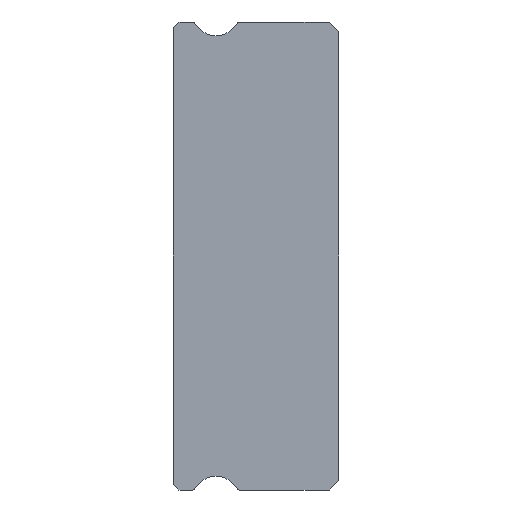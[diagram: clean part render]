
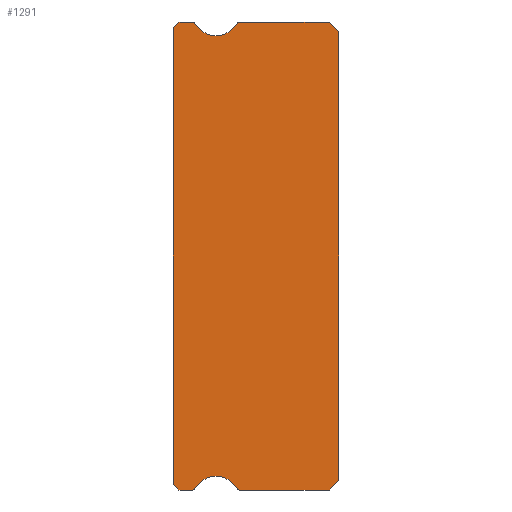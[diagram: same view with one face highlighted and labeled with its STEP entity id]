
A CAD part, left-side view. The second image highlights one B-rep face of the part: STEP entity #1291.
In plain terms, the highlighted planar face has unit normal (-1, 0, 0).
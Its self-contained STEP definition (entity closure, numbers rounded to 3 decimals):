
#4 = CARTESIAN_POINT ( 'NONE',  ( -10., 8.5, 11.85 ) ) ;
#9 = EDGE_CURVE ( 'NONE', #420, #585, #156, .T. ) ;
#14 = CARTESIAN_POINT ( 'NONE',  ( -10., 6.3, 12.55 ) ) ;
#20 = CARTESIAN_POINT ( 'NONE',  ( -10., 8.2, 12. ) ) ;
#27 = DIRECTION ( 'NONE',  ( 0., 0., -1. ) ) ;
#48 = DIRECTION ( 'NONE',  ( 0., -1., 0. ) ) ;
#56 = AXIS2_PLACEMENT_3D ( 'NONE', #175, #978, #485 ) ;
#67 = ORIENTED_EDGE ( 'NONE', *, *, #456, .T. ) ;
#71 = ORIENTED_EDGE ( 'NONE', *, *, #85, .F. ) ;
#85 = EDGE_CURVE ( 'NONE', #398, #157, #612, .T. ) ;
#88 = CARTESIAN_POINT ( 'NONE',  ( -10., 0., 11.5 ) ) ;
#93 = CARTESIAN_POINT ( 'NONE',  ( -10., 7.383, -11.925 ) ) ;
#120 = CARTESIAN_POINT ( 'NONE',  ( -10., 0.5, 12. ) ) ;
#130 = VECTOR ( 'NONE', #845, 1000. ) ;
#132 = AXIS2_PLACEMENT_3D ( 'NONE', #309, #704, #982 ) ;
#134 = AXIS2_PLACEMENT_3D ( 'NONE', #935, #259, #666 ) ;
#137 = CARTESIAN_POINT ( 'NONE',  ( -10., 7.512, -12. ) ) ;
#139 = VERTEX_POINT ( 'NONE', #1025 ) ;
#140 = LINE ( 'NONE', #244, #130 ) ;
#141 = LINE ( 'NONE', #755, #479 ) ;
#156 = LINE ( 'NONE', #562, #1140 ) ;
#157 = VERTEX_POINT ( 'NONE', #137 ) ;
#175 = CARTESIAN_POINT ( 'NONE',  ( -10., 7.512, 11.85 ) ) ;
#195 = AXIS2_PLACEMENT_3D ( 'NONE', #671, #600, #878 ) ;
#203 = DIRECTION ( 'NONE',  ( -1., 0., 0. ) ) ;
#211 = AXIS2_PLACEMENT_3D ( 'NONE', #493, #591, #501 ) ;
#222 = ORIENTED_EDGE ( 'NONE', *, *, #886, .F. ) ;
#226 = DIRECTION ( 'NONE',  ( 0., 1., 0. ) ) ;
#235 = CIRCLE ( 'NONE', #1009, 0.15 ) ;
#238 = CARTESIAN_POINT ( 'NONE',  ( -10., 5.217, -11.925 ) ) ;
#244 = CARTESIAN_POINT ( 'NONE',  ( -10., 0., -11.5 ) ) ;
#250 = ORIENTED_EDGE ( 'NONE', *, *, #1130, .T. ) ;
#254 = CARTESIAN_POINT ( 'NONE',  ( -10., 5.088, 11.85 ) ) ;
#256 = EDGE_CURVE ( 'NONE', #265, #420, #235, .T. ) ;
#259 = DIRECTION ( 'NONE',  ( 1., 0., 0. ) ) ;
#263 = VERTEX_POINT ( 'NONE', #561 ) ;
#265 = VERTEX_POINT ( 'NONE', #451 ) ;
#301 = VECTOR ( 'NONE', #1070, 1000. ) ;
#303 = LINE ( 'NONE', #491, #322 ) ;
#304 = VECTOR ( 'NONE', #1003, 1000. ) ;
#308 = DIRECTION ( 'NONE',  ( 0., 0., 1. ) ) ;
#309 = CARTESIAN_POINT ( 'NONE',  ( -10., 6.3, 12.55 ) ) ;
#312 = LINE ( 'NONE', #4, #457 ) ;
#322 = VECTOR ( 'NONE', #588, 1000. ) ;
#328 = ORIENTED_EDGE ( 'NONE', *, *, #524, .F. ) ;
#348 = VERTEX_POINT ( 'NONE', #887 ) ;
#381 = PLANE ( 'NONE',  #211 ) ;
#388 = CIRCLE ( 'NONE', #134, 0.15 ) ;
#392 = CIRCLE ( 'NONE', #558, 1.25 ) ;
#393 = ORIENTED_EDGE ( 'NONE', *, *, #1072, .F. ) ;
#398 = VERTEX_POINT ( 'NONE', #93 ) ;
#400 = CARTESIAN_POINT ( 'NONE',  ( -10., 8.5, -11.7 ) ) ;
#407 = VERTEX_POINT ( 'NONE', #996 ) ;
#408 = DIRECTION ( 'NONE',  ( 0., 0., -1. ) ) ;
#420 = VERTEX_POINT ( 'NONE', #1000 ) ;
#446 = VERTEX_POINT ( 'NONE', #88 ) ;
#451 = CARTESIAN_POINT ( 'NONE',  ( -10., 5.217, 11.925 ) ) ;
#456 = EDGE_CURVE ( 'NONE', #1239, #945, #303, .T. ) ;
#457 = VECTOR ( 'NONE', #308, 1000. ) ;
#478 = CARTESIAN_POINT ( 'NONE',  ( -10., 7.512, -12. ) ) ;
#479 = VECTOR ( 'NONE', #546, 1000. ) ;
#485 = DIRECTION ( 'NONE',  ( 0., 0., -1. ) ) ;
#491 = CARTESIAN_POINT ( 'NONE',  ( -10., 8.2, -12. ) ) ;
#493 = CARTESIAN_POINT ( 'NONE',  ( -10., 7.512, 11.85 ) ) ;
#494 = EDGE_CURVE ( 'NONE', #539, #265, #907, .T. ) ;
#501 = DIRECTION ( 'NONE',  ( 0., 0., -1. ) ) ;
#503 = EDGE_CURVE ( 'NONE', #348, #139, #1117, .T. ) ;
#506 = VERTEX_POINT ( 'NONE', #1280 ) ;
#520 = VERTEX_POINT ( 'NONE', #20 ) ;
#524 = EDGE_CURVE ( 'NONE', #585, #446, #729, .T. ) ;
#539 = VERTEX_POINT ( 'NONE', #921 ) ;
#546 = DIRECTION ( 'NONE',  ( 0., 0.707, -0.707 ) ) ;
#558 = AXIS2_PLACEMENT_3D ( 'NONE', #14, #203, #408 ) ;
#561 = CARTESIAN_POINT ( 'NONE',  ( -10., 0.5, -12. ) ) ;
#562 = CARTESIAN_POINT ( 'NONE',  ( -10., 7.512, 12. ) ) ;
#567 = DIRECTION ( 'NONE',  ( 0., 0., -1. ) ) ;
#577 = LINE ( 'NONE', #478, #777 ) ;
#585 = VERTEX_POINT ( 'NONE', #1217 ) ;
#588 = DIRECTION ( 'NONE',  ( 0., -0.707, -0.707 ) ) ;
#591 = DIRECTION ( 'NONE',  ( 1., 0., 0. ) ) ;
#597 = CARTESIAN_POINT ( 'NONE',  ( -10., 7.512, -11.85 ) ) ;
#600 = DIRECTION ( 'NONE',  ( -1., 0., 0. ) ) ;
#612 = CIRCLE ( 'NONE', #778, 0.15 ) ;
#627 = ORIENTED_EDGE ( 'NONE', *, *, #1187, .F. ) ;
#656 = ORIENTED_EDGE ( 'NONE', *, *, #1004, .T. ) ;
#666 = DIRECTION ( 'NONE',  ( 0., 0., -1. ) ) ;
#670 = DIRECTION ( 'NONE',  ( 0., 1., 0. ) ) ;
#671 = CARTESIAN_POINT ( 'NONE',  ( -10., 6.3, -12.55 ) ) ;
#704 = DIRECTION ( 'NONE',  ( -1., 0., 0. ) ) ;
#729 = LINE ( 'NONE', #120, #304 ) ;
#738 = DIRECTION ( 'NONE',  ( 0., -1., 0. ) ) ;
#741 = EDGE_CURVE ( 'NONE', #520, #506, #141, .T. ) ;
#753 = ORIENTED_EDGE ( 'NONE', *, *, #9, .F. ) ;
#755 = CARTESIAN_POINT ( 'NONE',  ( -10., 8.5, 11.7 ) ) ;
#758 = VECTOR ( 'NONE', #48, 1000. ) ;
#763 = CIRCLE ( 'NONE', #195, 1.25 ) ;
#777 = VECTOR ( 'NONE', #670, 1000. ) ;
#778 = AXIS2_PLACEMENT_3D ( 'NONE', #597, #830, #27 ) ;
#780 = VECTOR ( 'NONE', #226, 1000. ) ;
#784 = ORIENTED_EDGE ( 'NONE', *, *, #494, .F. ) ;
#809 = CARTESIAN_POINT ( 'NONE',  ( -10., 8.2, -12. ) ) ;
#827 = ORIENTED_EDGE ( 'NONE', *, *, #979, .F. ) ;
#830 = DIRECTION ( 'NONE',  ( 1., 0., 0. ) ) ;
#835 = EDGE_CURVE ( 'NONE', #1063, #398, #763, .T. ) ;
#845 = DIRECTION ( 'NONE',  ( 0., 0.707, -0.707 ) ) ;
#848 = DIRECTION ( 'NONE',  ( 1., 0., 0. ) ) ;
#861 = ORIENTED_EDGE ( 'NONE', *, *, #835, .F. ) ;
#872 = FACE_OUTER_BOUND ( 'NONE', #1043, .T. ) ;
#878 = DIRECTION ( 'NONE',  ( 0., 0., -1. ) ) ;
#886 = EDGE_CURVE ( 'NONE', #139, #539, #392, .T. ) ;
#887 = CARTESIAN_POINT ( 'NONE',  ( -10., 7.512, 12. ) ) ;
#907 = CIRCLE ( 'NONE', #132, 1.25 ) ;
#919 = ORIENTED_EDGE ( 'NONE', *, *, #503, .F. ) ;
#921 = CARTESIAN_POINT ( 'NONE',  ( -10., 6.3, 11.3 ) ) ;
#935 = CARTESIAN_POINT ( 'NONE',  ( -10., 5.088, -11.85 ) ) ;
#945 = VERTEX_POINT ( 'NONE', #809 ) ;
#956 = LINE ( 'NONE', #1147, #758 ) ;
#960 = ORIENTED_EDGE ( 'NONE', *, *, #1121, .F. ) ;
#978 = DIRECTION ( 'NONE',  ( 1., 0., 0. ) ) ;
#979 = EDGE_CURVE ( 'NONE', #1239, #506, #312, .T. ) ;
#982 = DIRECTION ( 'NONE',  ( 0., 0., -1. ) ) ;
#986 = LINE ( 'NONE', #1078, #301 ) ;
#996 = CARTESIAN_POINT ( 'NONE',  ( -10., 0., -11.5 ) ) ;
#1000 = CARTESIAN_POINT ( 'NONE',  ( -10., 5.088, 12. ) ) ;
#1003 = DIRECTION ( 'NONE',  ( 0., -0.707, -0.707 ) ) ;
#1004 = EDGE_CURVE ( 'NONE', #348, #520, #1224, .T. ) ;
#1009 = AXIS2_PLACEMENT_3D ( 'NONE', #254, #848, #567 ) ;
#1025 = CARTESIAN_POINT ( 'NONE',  ( -10., 7.383, 11.925 ) ) ;
#1038 = CARTESIAN_POINT ( 'NONE',  ( -10., 5.088, -12. ) ) ;
#1043 = EDGE_LOOP ( 'NONE', ( #827, #67, #250, #71, #861, #393, #627, #960, #1076, #328, #753, #1146, #784, #222, #919, #656, #1069 ) ) ;
#1063 = VERTEX_POINT ( 'NONE', #238 ) ;
#1069 = ORIENTED_EDGE ( 'NONE', *, *, #741, .T. ) ;
#1070 = DIRECTION ( 'NONE',  ( 0., 0., 1. ) ) ;
#1072 = EDGE_CURVE ( 'NONE', #1108, #1063, #388, .T. ) ;
#1076 = ORIENTED_EDGE ( 'NONE', *, *, #1258, .T. ) ;
#1078 = CARTESIAN_POINT ( 'NONE',  ( -10., 0., 11.5 ) ) ;
#1108 = VERTEX_POINT ( 'NONE', #1038 ) ;
#1117 = CIRCLE ( 'NONE', #56, 0.15 ) ;
#1121 = EDGE_CURVE ( 'NONE', #407, #263, #140, .T. ) ;
#1126 = CARTESIAN_POINT ( 'NONE',  ( -10., 8.2, 12. ) ) ;
#1130 = EDGE_CURVE ( 'NONE', #945, #157, #956, .T. ) ;
#1140 = VECTOR ( 'NONE', #738, 1000. ) ;
#1146 = ORIENTED_EDGE ( 'NONE', *, *, #256, .F. ) ;
#1147 = CARTESIAN_POINT ( 'NONE',  ( -10., 7.512, -12. ) ) ;
#1187 = EDGE_CURVE ( 'NONE', #263, #1108, #577, .T. ) ;
#1217 = CARTESIAN_POINT ( 'NONE',  ( -10., 0.5, 12. ) ) ;
#1224 = LINE ( 'NONE', #1126, #780 ) ;
#1239 = VERTEX_POINT ( 'NONE', #400 ) ;
#1258 = EDGE_CURVE ( 'NONE', #407, #446, #986, .T. ) ;
#1280 = CARTESIAN_POINT ( 'NONE',  ( -10., 8.5, 11.7 ) ) ;
#1291 = ADVANCED_FACE ( 'NONE', ( #872 ), #381, .F. ) ;
